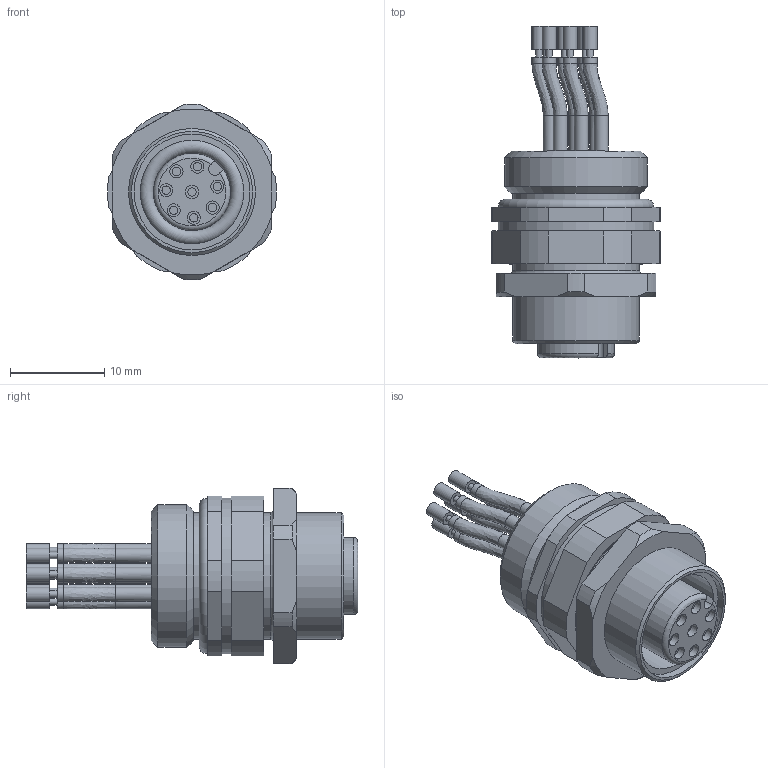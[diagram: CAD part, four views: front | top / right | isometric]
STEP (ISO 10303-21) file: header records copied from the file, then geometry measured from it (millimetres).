
FILE_DESCRIPTION(/* description */ (''),/* implementation_level */ '2;1');
FILE_NAME(/* name */ 'AL-FVM12KUA8-m_PG9_S520.stp',/* time_stamp */ '2019-01-10T15:52:44+01:00',/* author */ (''),/* organization */ (''),/* preprocessor_version */ 'ST-DEVELOPER v16',/* originating_system */ 'SIEMENS PLM Software NX 10.0',/* authorisation */ '');
FILE_SCHEMA (('AUTOMOTIVE_DESIGN { 1 0 10303 214 3 1 1 1 }'));
Length unit declared in the file: millimetre
Products named in the file (1): v.sh1DB06F713v1s
Bounding box: 17.96 x 35.3 x 18.69 mm (x, y, z)
Volume: 3854.1 mm3; surface area: 3349.2 mm2
Topology: 3 solids, 3 shells, 179 faces, 381 edges, 257 vertices
Faces by surface type: plane 76, cylinder 76, cone 14, bspline 8, torus 5
Full cylindrical faces by diameter (mm): 0.7 x8, 0.9 x8, 1.4 x8, 1.5 x24, 11 x1, 12.3 x1, 13.5 x3, 13.86 x1, 15.2 x1, 16.5 x1
Entity records: 4764 total; most frequent: CARTESIAN_POINT 1319, DIRECTION 736, ORIENTED_EDGE 532, AXIS2_PLACEMENT_3D 328, EDGE_LOOP 304, EDGE_CURVE 266, FACE_BOUND 242, VERTEX_POINT 220
